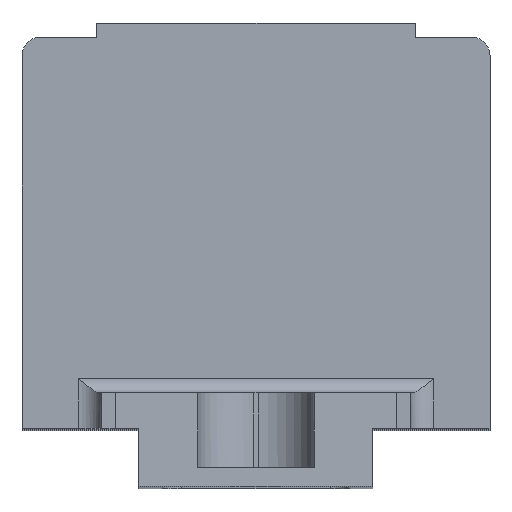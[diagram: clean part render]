
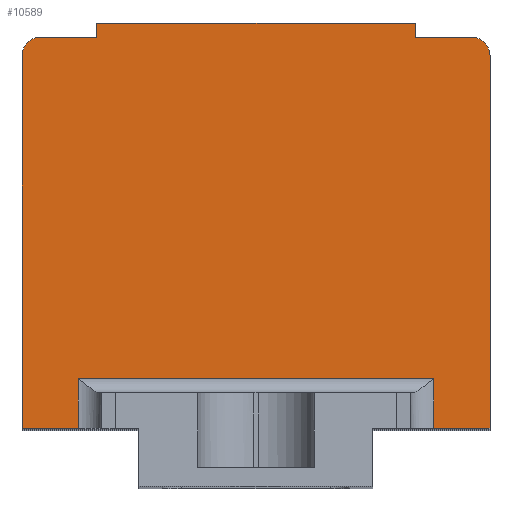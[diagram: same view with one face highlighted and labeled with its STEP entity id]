
A CAD part, top view. The second image highlights one B-rep face of the part: STEP entity #10589.
In plain terms, the highlighted planar face has unit normal (0, 0, 1).
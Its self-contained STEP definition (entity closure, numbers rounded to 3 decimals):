
#267=DIRECTION('',(1.,0.,0.));
#268=VECTOR('',#267,38.);
#269=CARTESIAN_POINT('',(-19.,11.5,157.1));
#270=LINE('',#269,#268);
#293=DIRECTION('',(0.,1.,0.));
#294=VECTOR('',#293,5.3);
#295=CARTESIAN_POINT('',(-19.,6.2,157.1));
#296=LINE('',#295,#294);
#311=DIRECTION('',(0.,-1.,0.));
#312=VECTOR('',#311,39.8);
#313=CARTESIAN_POINT('',(25.,46.,157.1));
#314=LINE('',#313,#312);
#315=DIRECTION('',(-1.,0.,0.));
#316=VECTOR('',#315,6.);
#317=CARTESIAN_POINT('',(25.,6.2,157.1));
#318=LINE('',#317,#316);
#319=DIRECTION('',(-1.,0.,0.));
#320=VECTOR('',#319,6.);
#321=CARTESIAN_POINT('',(-19.,6.2,157.1));
#322=LINE('',#321,#320);
#323=DIRECTION('',(0.,1.,0.));
#324=VECTOR('',#323,39.8);
#325=CARTESIAN_POINT('',(-25.,6.2,157.1));
#326=LINE('',#325,#324);
#327=DIRECTION('',(1.,0.,0.));
#328=VECTOR('',#327,6.);
#329=CARTESIAN_POINT('',(-23.,48.,157.1));
#330=LINE('',#329,#328);
#331=DIRECTION('',(0.,1.,0.));
#332=VECTOR('',#331,1.5);
#333=CARTESIAN_POINT('',(-17.,48.,157.1));
#334=LINE('',#333,#332);
#335=DIRECTION('',(1.,0.,0.));
#336=VECTOR('',#335,34.);
#337=CARTESIAN_POINT('',(-17.,49.5,157.1));
#338=LINE('',#337,#336);
#339=DIRECTION('',(0.,-1.,0.));
#340=VECTOR('',#339,1.5);
#341=CARTESIAN_POINT('',(17.,49.5,157.1));
#342=LINE('',#341,#340);
#343=DIRECTION('',(1.,0.,0.));
#344=VECTOR('',#343,6.);
#345=CARTESIAN_POINT('',(17.,48.,157.1));
#346=LINE('',#345,#344);
#351=CARTESIAN_POINT('',(23.,46.,157.1));
#352=DIRECTION('',(0.,0.,1.));
#353=DIRECTION('',(1.,0.,0.));
#354=AXIS2_PLACEMENT_3D('',#351,#352,#353);
#2220=DIRECTION('',(0.,1.,0.));
#2221=VECTOR('',#2220,5.3);
#2222=CARTESIAN_POINT('',(19.,6.2,157.1));
#2223=LINE('',#2222,#2221);
#8294=CARTESIAN_POINT('',(-23.,46.,157.1));
#8295=DIRECTION('',(0.,0.,1.));
#8296=DIRECTION('',(0.,1.,0.));
#8297=AXIS2_PLACEMENT_3D('',#8294,#8295,#8296);
#8528=CARTESIAN_POINT('',(-17.,49.5,157.1));
#8529=CARTESIAN_POINT('',(17.,49.5,157.1));
#8530=VERTEX_POINT('',#8528);
#8531=VERTEX_POINT('',#8529);
#8536=CARTESIAN_POINT('',(25.,6.2,157.1));
#8538=VERTEX_POINT('',#8536);
#8540=CARTESIAN_POINT('',(-25.,6.2,157.1));
#8542=VERTEX_POINT('',#8540);
#8740=CARTESIAN_POINT('',(19.,6.2,157.1));
#8741=VERTEX_POINT('',#8740);
#8746=CARTESIAN_POINT('',(-19.,6.2,157.1));
#8747=VERTEX_POINT('',#8746);
#8748=CARTESIAN_POINT('',(-19.,11.5,157.1));
#8749=CARTESIAN_POINT('',(19.,11.5,157.1));
#8750=VERTEX_POINT('',#8748);
#8751=VERTEX_POINT('',#8749);
#8836=CARTESIAN_POINT('',(-17.,48.,157.1));
#8837=VERTEX_POINT('',#8836);
#8838=CARTESIAN_POINT('',(17.,48.,157.1));
#8839=VERTEX_POINT('',#8838);
#8845=CARTESIAN_POINT('',(25.,46.,157.1));
#8847=VERTEX_POINT('',#8845);
#8848=CARTESIAN_POINT('',(23.,48.,157.1));
#8849=VERTEX_POINT('',#8848);
#8853=CARTESIAN_POINT('',(-23.,48.,157.1));
#8855=VERTEX_POINT('',#8853);
#8856=CARTESIAN_POINT('',(-25.,46.,157.1));
#8857=VERTEX_POINT('',#8856);
#10556=CARTESIAN_POINT('',(0.,0.,157.1));
#10557=DIRECTION('',(0.,0.,-1.));
#10558=DIRECTION('',(-1.,0.,0.));
#10559=AXIS2_PLACEMENT_3D('',#10556,#10557,#10558);
#10560=PLANE('',#10559);
#10562=ORIENTED_EDGE('',*,*,#10561,.F.);
#10564=ORIENTED_EDGE('',*,*,#10563,.T.);
#10566=ORIENTED_EDGE('',*,*,#10565,.T.);
#10568=ORIENTED_EDGE('',*,*,#10567,.T.);
#10569=ORIENTED_EDGE('',*,*,#10530,.F.);
#10570=ORIENTED_EDGE('',*,*,#10545,.F.);
#10572=ORIENTED_EDGE('',*,*,#10571,.T.);
#10574=ORIENTED_EDGE('',*,*,#10573,.T.);
#10576=ORIENTED_EDGE('',*,*,#10575,.F.);
#10578=ORIENTED_EDGE('',*,*,#10577,.T.);
#10580=ORIENTED_EDGE('',*,*,#10579,.T.);
#10582=ORIENTED_EDGE('',*,*,#10581,.T.);
#10584=ORIENTED_EDGE('',*,*,#10583,.T.);
#10586=ORIENTED_EDGE('',*,*,#10585,.T.);
#10587=EDGE_LOOP('',(#10562,#10564,#10566,#10568,#10569,#10570,#10572,#10574,
#10576,#10578,#10580,#10582,#10584,#10586));
#10588=FACE_OUTER_BOUND('',#10587,.F.);
#10589=ADVANCED_FACE('',(#10588),#10560,.F.);
#355=CIRCLE('',#354,2.);
#8298=CIRCLE('',#8297,2.);
#10530=EDGE_CURVE('',#8750,#8751,#270,.T.);
#10545=EDGE_CURVE('',#8747,#8750,#296,.T.);
#10561=EDGE_CURVE('',#8847,#8849,#355,.T.);
#10563=EDGE_CURVE('',#8847,#8538,#314,.T.);
#10565=EDGE_CURVE('',#8538,#8741,#318,.T.);
#10567=EDGE_CURVE('',#8741,#8751,#2223,.T.);
#10571=EDGE_CURVE('',#8747,#8542,#322,.T.);
#10573=EDGE_CURVE('',#8542,#8857,#326,.T.);
#10575=EDGE_CURVE('',#8855,#8857,#8298,.T.);
#10577=EDGE_CURVE('',#8855,#8837,#330,.T.);
#10579=EDGE_CURVE('',#8837,#8530,#334,.T.);
#10581=EDGE_CURVE('',#8530,#8531,#338,.T.);
#10583=EDGE_CURVE('',#8531,#8839,#342,.T.);
#10585=EDGE_CURVE('',#8839,#8849,#346,.T.);
